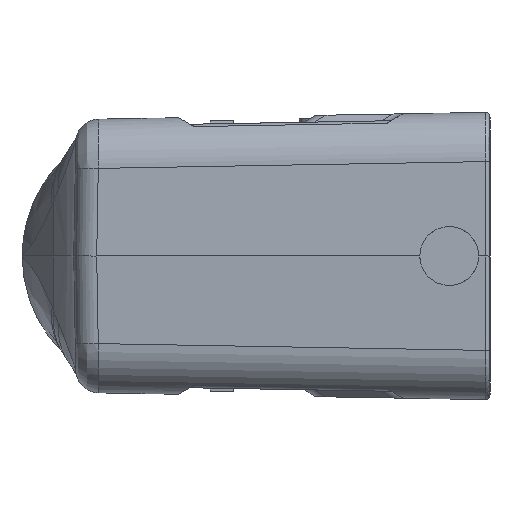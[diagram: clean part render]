
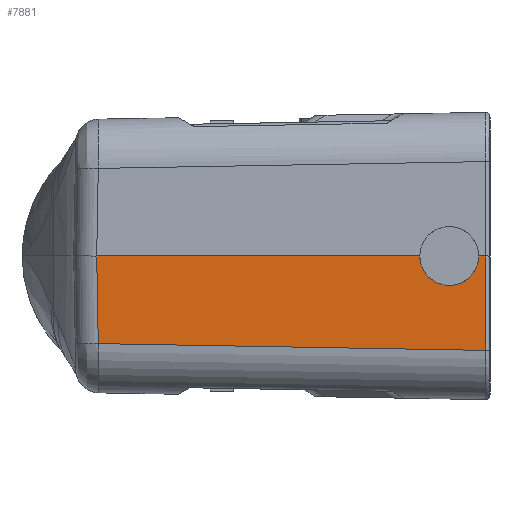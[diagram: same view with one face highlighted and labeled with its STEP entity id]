
A CAD part, left-side view. The second image highlights one B-rep face of the part: STEP entity #7881.
In plain terms, the highlighted planar face has unit normal (-1, 0.018, -0.017).
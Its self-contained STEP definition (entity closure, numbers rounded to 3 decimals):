
#182=CARTESIAN_POINT('',(-59.748,70.308,-14.127));
#1122=DIRECTION('',(-0.017,0.,1.));
#1123=VECTOR('',#1122,14.129);
#1124=CARTESIAN_POINT('',(-59.748,70.308,
-14.127));
#1125=LINE('',#1124,#1123);
#1134=DIRECTION('',(-0.017,-1.,0.));
#1135=VECTOR('',#1134,1.091);
#1136=CARTESIAN_POINT('',(-59.976,71.4,
0.));
#1137=LINE('',#1136,#1135);
#1138=DIRECTION('',(0.017,1.,0.017));
#1139=VECTOR('',#1138,58.042);
#1140=CARTESIAN_POINT('',(-59.748,70.308,
-14.127));
#1141=LINE('',#1140,#1139);
#1142=DIRECTION('',(-0.017,0.017,1.));
#1143=VECTOR('',#1142,13.118);
#1144=CARTESIAN_POINT('',(-58.753,128.333,
-13.114));
#1145=LINE('',#1144,#1143);
#1146=DIRECTION('',(-0.017,-1.,0.));
#1147=VECTOR('',#1146,48.369);
#1148=CARTESIAN_POINT('',(-58.978,128.562,
0.));
#1149=LINE('',#1148,#1147);
#1150=CARTESIAN_POINT('',(-59.976,71.4,
0.));
#1151=CARTESIAN_POINT('',(-59.969,71.4,
-0.364));
#1152=CARTESIAN_POINT('',(-59.955,71.487,
-1.068));
#1153=CARTESIAN_POINT('',(-59.931,71.871,
-2.075));
#1154=CARTESIAN_POINT('',(-59.905,72.481,
-2.954));
#1155=CARTESIAN_POINT('',(-59.879,73.292,
-3.668));
#1156=CARTESIAN_POINT('',(-59.854,74.23,
-4.155));
#1157=CARTESIAN_POINT('',(-59.831,75.254,
-4.409));
#1158=CARTESIAN_POINT('',(-59.813,76.325,
-4.412));
#1159=CARTESIAN_POINT('',(-59.799,77.359,
-4.16));
#1160=CARTESIAN_POINT('',(-59.791,78.31,
-3.667));
#1161=CARTESIAN_POINT('',(-59.789,79.118,
-2.955));
#1162=CARTESIAN_POINT('',(-59.794,79.731,
-2.073));
#1163=CARTESIAN_POINT('',(-59.805,80.113,
-1.064));
#1164=CARTESIAN_POINT('',(-59.816,80.2,
-0.363));
#1165=CARTESIAN_POINT('',(-59.822,80.2,
0.));
#1619=CARTESIAN_POINT('',(-58.753,128.333,
-13.114));
#5145=VERTEX_POINT('',#182);
#5151=VERTEX_POINT('',#1619);
#5788=CARTESIAN_POINT('',(-59.995,70.31,
0.));
#5789=VERTEX_POINT('',#5788);
#5790=VERTEX_POINT('',#1150);
#5791=VERTEX_POINT('',#1165);
#5792=CARTESIAN_POINT('',(-58.978,128.562,
0.));
#5793=VERTEX_POINT('',#5792);
#7864=CARTESIAN_POINT('',(-60.049,70.,2.835));
#7865=DIRECTION('',(-1.,0.017,-0.017));
#7866=DIRECTION('',(0.017,1.,0.));
#7867=AXIS2_PLACEMENT_3D('',#7864,#7865,#7866);
#7868=PLANE('',#7867);
#7870=ORIENTED_EDGE('',*,*,#7869,.F.);
#7872=ORIENTED_EDGE('',*,*,#7871,.T.);
#7873=ORIENTED_EDGE('',*,*,#7857,.F.);
#7874=ORIENTED_EDGE('',*,*,#6519,.T.);
#7876=ORIENTED_EDGE('',*,*,#7875,.T.);
#7878=ORIENTED_EDGE('',*,*,#7877,.T.);
#7879=EDGE_LOOP('',(#7870,#7872,#7873,#7874,#7876,#7878));
#7880=FACE_OUTER_BOUND('',#7879,.F.);
#7881=ADVANCED_FACE('',(#7880),#7868,.T.);
#1166=B_SPLINE_CURVE_WITH_KNOTS('',3,(#1150,#1151,#1152,#1153,#1154,#1155,#1156,
#1157,#1158,#1159,#1160,#1161,#1162,#1163,#1164,#1165),.UNSPECIFIED.,.F.,.F.,(4,
1,1,1,1,1,1,1,1,1,1,1,1,4),(0.,0.077,0.154,
0.231,0.308,0.385,0.462,
0.538,0.615,0.692,0.769,
0.846,0.923,1.),.UNSPECIFIED.);
#6519=EDGE_CURVE('',#5145,#5151,#1141,.T.);
#7857=EDGE_CURVE('',#5145,#5789,#1125,.T.);
#7869=EDGE_CURVE('',#5790,#5791,#1166,.T.);
#7871=EDGE_CURVE('',#5790,#5789,#1137,.T.);
#7875=EDGE_CURVE('',#5151,#5793,#1145,.T.);
#7877=EDGE_CURVE('',#5793,#5791,#1149,.T.);
